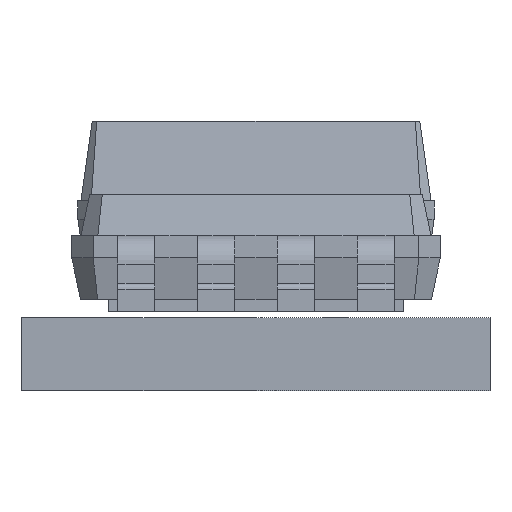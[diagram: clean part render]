
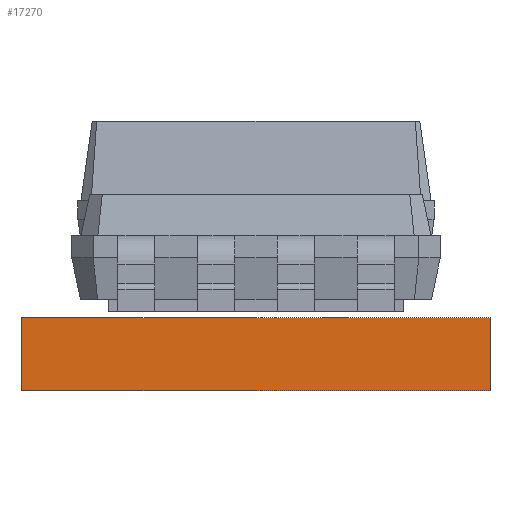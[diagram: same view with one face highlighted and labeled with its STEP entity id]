
A CAD part, front view. The second image highlights one B-rep face of the part: STEP entity #17270.
In plain terms, the highlighted planar face has unit normal (0, -1, 0).
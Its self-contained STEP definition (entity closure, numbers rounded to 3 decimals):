
#17154 = EDGE_CURVE('',#17155,#17157,#17159,.T.);
#17155 = VERTEX_POINT('',#17156);
#17156 = CARTESIAN_POINT('',(0.,-40.259,0.));
#17157 = VERTEX_POINT('',#17158);
#17158 = CARTESIAN_POINT('',(0.,-40.259,0.598));
#17159 = SURFACE_CURVE('',#17160,(#17164,#17176),.PCURVE_S1.);
#17160 = LINE('',#17161,#17162);
#17161 = CARTESIAN_POINT('',(0.,-40.259,0.));
#17162 = VECTOR('',#17163,1.);
#17163 = DIRECTION('',(0.,0.,1.));
#17164 = PCURVE('',#17165,#17170);
#17165 = PLANE('',#17166);
#17166 = AXIS2_PLACEMENT_3D('',#17167,#17168,#17169);
#17167 = CARTESIAN_POINT('',(0.,-40.259,0.));
#17168 = DIRECTION('',(-1.,0.,0.));
#17169 = DIRECTION('',(0.,1.,0.));
#17170 = DEFINITIONAL_REPRESENTATION('',(#17171),#17175);
#17171 = LINE('',#17172,#17173);
#17172 = CARTESIAN_POINT('',(0.,0.));
#17173 = VECTOR('',#17174,1.);
#17174 = DIRECTION('',(0.,-1.));
#17175 = ( GEOMETRIC_REPRESENTATION_CONTEXT(2) 
PARAMETRIC_REPRESENTATION_CONTEXT() REPRESENTATION_CONTEXT('2D SPACE',''
  ) );
#17176 = PCURVE('',#17177,#17182);
#17177 = PLANE('',#17178);
#17178 = AXIS2_PLACEMENT_3D('',#17179,#17180,#17181);
#17179 = CARTESIAN_POINT('',(3.81,-40.259,0.));
#17180 = DIRECTION('',(0.,-1.,0.));
#17181 = DIRECTION('',(-1.,0.,0.));
#17182 = DEFINITIONAL_REPRESENTATION('',(#17183),#17187);
#17183 = LINE('',#17184,#17185);
#17184 = CARTESIAN_POINT('',(3.81,0.));
#17185 = VECTOR('',#17186,1.);
#17186 = DIRECTION('',(0.,-1.));
#17187 = ( GEOMETRIC_REPRESENTATION_CONTEXT(2) 
PARAMETRIC_REPRESENTATION_CONTEXT() REPRESENTATION_CONTEXT('2D SPACE',''
  ) );
#17205 = PLANE('',#17206);
#17206 = AXIS2_PLACEMENT_3D('',#17207,#17208,#17209);
#17207 = CARTESIAN_POINT('',(1.905,-20.13,0.598));
#17208 = DIRECTION('',(-0.,-0.,-1.));
#17209 = DIRECTION('',(-1.,0.,0.));
#17259 = PLANE('',#17260);
#17260 = AXIS2_PLACEMENT_3D('',#17261,#17262,#17263);
#17261 = CARTESIAN_POINT('',(1.905,-20.13,0.));
#17262 = DIRECTION('',(-0.,-0.,-1.));
#17263 = DIRECTION('',(-1.,0.,0.));
#17270 = ADVANCED_FACE('',(#17271),#17177,.T.);
#17271 = FACE_BOUND('',#17272,.T.);
#17272 = EDGE_LOOP('',(#17273,#17303,#17324,#17325));
#17273 = ORIENTED_EDGE('',*,*,#17274,.T.);
#17274 = EDGE_CURVE('',#17275,#17277,#17279,.T.);
#17275 = VERTEX_POINT('',#17276);
#17276 = CARTESIAN_POINT('',(3.81,-40.259,0.));
#17277 = VERTEX_POINT('',#17278);
#17278 = CARTESIAN_POINT('',(3.81,-40.259,0.598));
#17279 = SURFACE_CURVE('',#17280,(#17284,#17291),.PCURVE_S1.);
#17280 = LINE('',#17281,#17282);
#17281 = CARTESIAN_POINT('',(3.81,-40.259,0.));
#17282 = VECTOR('',#17283,1.);
#17283 = DIRECTION('',(0.,0.,1.));
#17284 = PCURVE('',#17177,#17285);
#17285 = DEFINITIONAL_REPRESENTATION('',(#17286),#17290);
#17286 = LINE('',#17287,#17288);
#17287 = CARTESIAN_POINT('',(0.,-0.));
#17288 = VECTOR('',#17289,1.);
#17289 = DIRECTION('',(0.,-1.));
#17290 = ( GEOMETRIC_REPRESENTATION_CONTEXT(2) 
PARAMETRIC_REPRESENTATION_CONTEXT() REPRESENTATION_CONTEXT('2D SPACE',''
  ) );
#17291 = PCURVE('',#17292,#17297);
#17292 = PLANE('',#17293);
#17293 = AXIS2_PLACEMENT_3D('',#17294,#17295,#17296);
#17294 = CARTESIAN_POINT('',(3.81,-0.,0.));
#17295 = DIRECTION('',(1.,0.,-0.));
#17296 = DIRECTION('',(0.,-1.,0.));
#17297 = DEFINITIONAL_REPRESENTATION('',(#17298),#17302);
#17298 = LINE('',#17299,#17300);
#17299 = CARTESIAN_POINT('',(40.259,0.));
#17300 = VECTOR('',#17301,1.);
#17301 = DIRECTION('',(0.,-1.));
#17302 = ( GEOMETRIC_REPRESENTATION_CONTEXT(2) 
PARAMETRIC_REPRESENTATION_CONTEXT() REPRESENTATION_CONTEXT('2D SPACE',''
  ) );
#17303 = ORIENTED_EDGE('',*,*,#17304,.T.);
#17304 = EDGE_CURVE('',#17277,#17157,#17305,.T.);
#17305 = SURFACE_CURVE('',#17306,(#17310,#17317),.PCURVE_S1.);
#17306 = LINE('',#17307,#17308);
#17307 = CARTESIAN_POINT('',(3.81,-40.259,0.598));
#17308 = VECTOR('',#17309,1.);
#17309 = DIRECTION('',(-1.,0.,0.));
#17310 = PCURVE('',#17177,#17311);
#17311 = DEFINITIONAL_REPRESENTATION('',(#17312),#17316);
#17312 = LINE('',#17313,#17314);
#17313 = CARTESIAN_POINT('',(0.,-0.598));
#17314 = VECTOR('',#17315,1.);
#17315 = DIRECTION('',(1.,0.));
#17316 = ( GEOMETRIC_REPRESENTATION_CONTEXT(2) 
PARAMETRIC_REPRESENTATION_CONTEXT() REPRESENTATION_CONTEXT('2D SPACE',''
  ) );
#17317 = PCURVE('',#17205,#17318);
#17318 = DEFINITIONAL_REPRESENTATION('',(#17319),#17323);
#17319 = LINE('',#17320,#17321);
#17320 = CARTESIAN_POINT('',(-1.905,-20.13));
#17321 = VECTOR('',#17322,1.);
#17322 = DIRECTION('',(1.,0.));
#17323 = ( GEOMETRIC_REPRESENTATION_CONTEXT(2) 
PARAMETRIC_REPRESENTATION_CONTEXT() REPRESENTATION_CONTEXT('2D SPACE',''
  ) );
#17324 = ORIENTED_EDGE('',*,*,#17154,.F.);
#17325 = ORIENTED_EDGE('',*,*,#17326,.F.);
#17326 = EDGE_CURVE('',#17275,#17155,#17327,.T.);
#17327 = SURFACE_CURVE('',#17328,(#17332,#17339),.PCURVE_S1.);
#17328 = LINE('',#17329,#17330);
#17329 = CARTESIAN_POINT('',(3.81,-40.259,0.));
#17330 = VECTOR('',#17331,1.);
#17331 = DIRECTION('',(-1.,0.,0.));
#17332 = PCURVE('',#17177,#17333);
#17333 = DEFINITIONAL_REPRESENTATION('',(#17334),#17338);
#17334 = LINE('',#17335,#17336);
#17335 = CARTESIAN_POINT('',(0.,-0.));
#17336 = VECTOR('',#17337,1.);
#17337 = DIRECTION('',(1.,0.));
#17338 = ( GEOMETRIC_REPRESENTATION_CONTEXT(2) 
PARAMETRIC_REPRESENTATION_CONTEXT() REPRESENTATION_CONTEXT('2D SPACE',''
  ) );
#17339 = PCURVE('',#17259,#17340);
#17340 = DEFINITIONAL_REPRESENTATION('',(#17341),#17345);
#17341 = LINE('',#17342,#17343);
#17342 = CARTESIAN_POINT('',(-1.905,-20.13));
#17343 = VECTOR('',#17344,1.);
#17344 = DIRECTION('',(1.,0.));
#17345 = ( GEOMETRIC_REPRESENTATION_CONTEXT(2) 
PARAMETRIC_REPRESENTATION_CONTEXT() REPRESENTATION_CONTEXT('2D SPACE',''
  ) );
